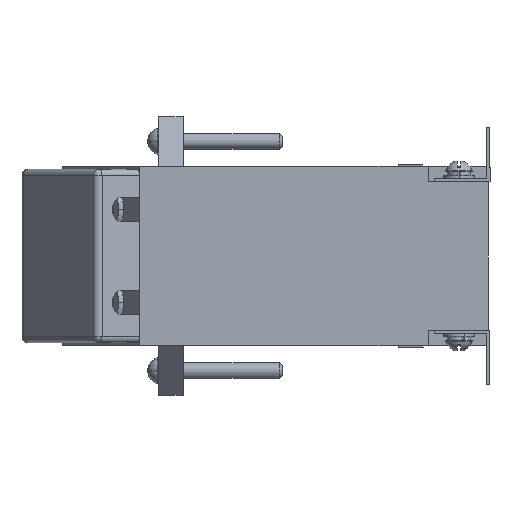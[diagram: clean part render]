
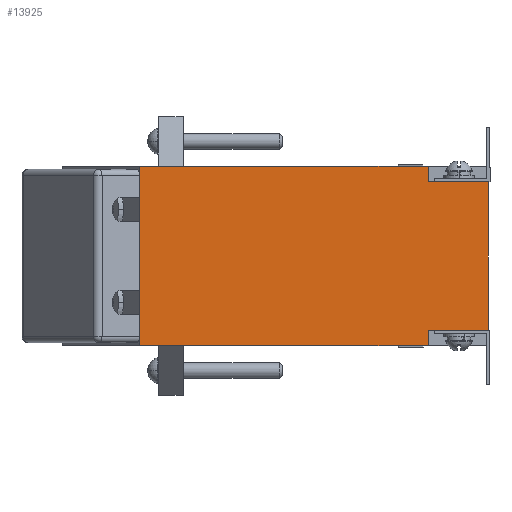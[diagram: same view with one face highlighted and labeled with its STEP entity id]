
A CAD part, left-side view. The second image highlights one B-rep face of the part: STEP entity #13925.
In plain terms, the highlighted planar face has unit normal (-1, 0, 0).
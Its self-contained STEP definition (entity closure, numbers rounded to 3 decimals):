
#18 = VERTEX_POINT ( 'NONE', #12168 ) ;
#245 = CARTESIAN_POINT ( 'NONE',  ( -51.053, 133.666, 188.513 ) ) ;
#416 = EDGE_LOOP ( 'NONE', ( #13575, #11835, #25076, #19118, #25709, #6361, #19642, #16395 ) ) ;
#428 = LINE ( 'NONE', #8428, #2078 ) ;
#476 = DIRECTION ( 'NONE',  ( 0., 0., -1. ) ) ;
#1264 = VERTEX_POINT ( 'NONE', #4239 ) ;
#1824 = EDGE_CURVE ( 'NONE', #24763, #22207, #2067, .T. ) ;
#2067 = LINE ( 'NONE', #10026, #9095 ) ;
#2078 = VECTOR ( 'NONE', #16426, 1000. ) ;
#2826 = CARTESIAN_POINT ( 'NONE',  ( -51.053, 21.166, 135.513 ) ) ;
#2899 = EDGE_CURVE ( 'NONE', #8520, #4140, #6782, .T. ) ;
#3191 = CARTESIAN_POINT ( 'NONE',  ( -51.053, 20.666, 183.513 ) ) ;
#4101 = PLANE ( 'NONE',  #9025 ) ;
#4140 = VERTEX_POINT ( 'NONE', #20791 ) ;
#4239 = CARTESIAN_POINT ( 'NONE',  ( -51.053, 133.666, 130.513 ) ) ;
#4592 = DIRECTION ( 'NONE',  ( 0., -1., 0. ) ) ;
#4825 = VECTOR ( 'NONE', #476, 1000. ) ;
#6361 = ORIENTED_EDGE ( 'NONE', *, *, #11410, .T. ) ;
#6782 = LINE ( 'NONE', #14760, #26008 ) ;
#8265 = DIRECTION ( 'NONE',  ( 1., 0., 0. ) ) ;
#8313 = VERTEX_POINT ( 'NONE', #22816 ) ;
#8428 = CARTESIAN_POINT ( 'NONE',  ( -51.053, 133.666, 130.513 ) ) ;
#8520 = VERTEX_POINT ( 'NONE', #9984 ) ;
#8910 = CARTESIAN_POINT ( 'NONE',  ( -51.053, 133.666, 188.513 ) ) ;
#9025 = AXIS2_PLACEMENT_3D ( 'NONE', #245, #8265, #16265 ) ;
#9095 = VECTOR ( 'NONE', #18036, 1000. ) ;
#9984 = CARTESIAN_POINT ( 'NONE',  ( -51.053, 40.666, 183.513 ) ) ;
#10026 = CARTESIAN_POINT ( 'NONE',  ( -51.053, 40.666, 135.513 ) ) ;
#10231 = VERTEX_POINT ( 'NONE', #8910 ) ;
#10432 = LINE ( 'NONE', #18427, #4825 ) ;
#10772 = DIRECTION ( 'NONE',  ( 0., 0., -1. ) ) ;
#11153 = DIRECTION ( 'NONE',  ( 0., -1., 0. ) ) ;
#11410 = EDGE_CURVE ( 'NONE', #10231, #1264, #10432, .T. ) ;
#11772 = EDGE_CURVE ( 'NONE', #8520, #18, #21146, .T. ) ;
#11835 = ORIENTED_EDGE ( 'NONE', *, *, #25606, .F. ) ;
#12168 = CARTESIAN_POINT ( 'NONE',  ( -51.053, 21.166, 183.513 ) ) ;
#12479 = VECTOR ( 'NONE', #11153, 1000. ) ;
#13357 = CARTESIAN_POINT ( 'NONE',  ( -51.053, 40.666, 135.513 ) ) ;
#13575 = ORIENTED_EDGE ( 'NONE', *, *, #20038, .T. ) ;
#13925 = ADVANCED_FACE ( 'NONE', ( #22079 ), #4101, .F. ) ;
#14019 = CARTESIAN_POINT ( 'NONE',  ( -51.053, 133.666, 188.513 ) ) ;
#14512 = LINE ( 'NONE', #22567, #19063 ) ;
#14760 = CARTESIAN_POINT ( 'NONE',  ( -51.053, 40.666, 183.513 ) ) ;
#15041 = CARTESIAN_POINT ( 'NONE',  ( -51.053, 40.666, 130.513 ) ) ;
#16265 = DIRECTION ( 'NONE',  ( 0., 1., 0. ) ) ;
#16395 = ORIENTED_EDGE ( 'NONE', *, *, #1824, .F. ) ;
#16426 = DIRECTION ( 'NONE',  ( 0., -1., 0. ) ) ;
#16836 = VECTOR ( 'NONE', #22045, 1000. ) ;
#18036 = DIRECTION ( 'NONE',  ( 0., 0., -1. ) ) ;
#18427 = CARTESIAN_POINT ( 'NONE',  ( -51.053, 133.666, 188.513 ) ) ;
#18808 = VECTOR ( 'NONE', #10772, 1000. ) ;
#19063 = VECTOR ( 'NONE', #4592, 1000. ) ;
#19118 = ORIENTED_EDGE ( 'NONE', *, *, #2899, .T. ) ;
#19642 = ORIENTED_EDGE ( 'NONE', *, *, #25576, .T. ) ;
#20038 = EDGE_CURVE ( 'NONE', #24763, #8313, #14512, .T. ) ;
#20770 = LINE ( 'NONE', #2826, #18808 ) ;
#20791 = CARTESIAN_POINT ( 'NONE',  ( -51.053, 40.666, 188.513 ) ) ;
#21146 = LINE ( 'NONE', #3191, #12479 ) ;
#22045 = DIRECTION ( 'NONE',  ( 0., -1., 0. ) ) ;
#22079 = FACE_OUTER_BOUND ( 'NONE', #416, .T. ) ;
#22119 = EDGE_CURVE ( 'NONE', #10231, #4140, #22279, .T. ) ;
#22207 = VERTEX_POINT ( 'NONE', #15041 ) ;
#22279 = LINE ( 'NONE', #14019, #16836 ) ;
#22567 = CARTESIAN_POINT ( 'NONE',  ( -51.053, 20.666, 135.513 ) ) ;
#22816 = CARTESIAN_POINT ( 'NONE',  ( -51.053, 21.166, 135.513 ) ) ;
#22831 = DIRECTION ( 'NONE',  ( 0., 0., 1. ) ) ;
#24763 = VERTEX_POINT ( 'NONE', #13357 ) ;
#25076 = ORIENTED_EDGE ( 'NONE', *, *, #11772, .F. ) ;
#25576 = EDGE_CURVE ( 'NONE', #1264, #22207, #428, .T. ) ;
#25606 = EDGE_CURVE ( 'NONE', #18, #8313, #20770, .T. ) ;
#25709 = ORIENTED_EDGE ( 'NONE', *, *, #22119, .F. ) ;
#26008 = VECTOR ( 'NONE', #22831, 1000. ) ;
